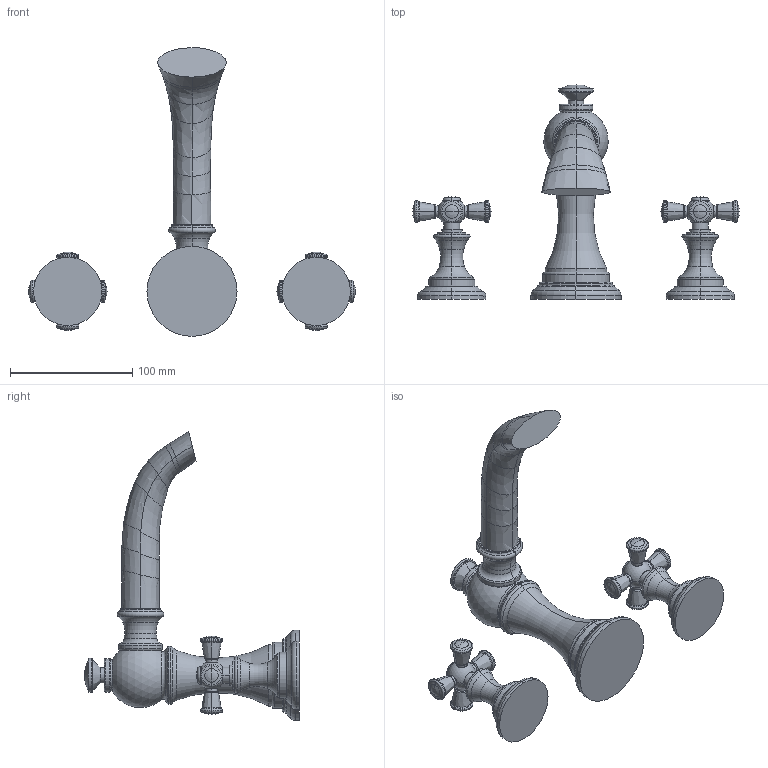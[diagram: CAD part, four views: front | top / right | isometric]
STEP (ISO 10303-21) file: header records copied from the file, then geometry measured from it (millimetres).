
FILE_DESCRIPTION((''),'2;1');
FILE_NAME('3-2446','2021-03-12T14:45:02',('jinson.thomas'),(''),'CREO PARAMETRIC BY PTC INC, 2018400','CREO PARAMETRIC BY PTC INC, 2018400','');
FILE_SCHEMA(('CONFIG_CONTROL_DESIGN'));
Length unit declared in the file: inch
Products named in the file (1): 3-2446
Bounding box: 267.41 x 175.77 x 236.16 mm (x, y, z)
Volume: 513948.5 mm3; surface area: 80726.9 mm2
Topology: 3 solids, 3 shells, 387 faces, 797 edges, 423 vertices
Faces by surface type: torus 196, cylinder 80, bspline 50, plane 29, sphere 28, cone 4
Entity records: 12074 total; most frequent: CARTESIAN_POINT 3843, DIRECTION 2014, ORIENTED_EDGE 1550, AXIS2_PLACEMENT_3D 960, EDGE_CURVE 775, CIRCLE 623, VERTEX_POINT 423, EDGE_LOOP 416
